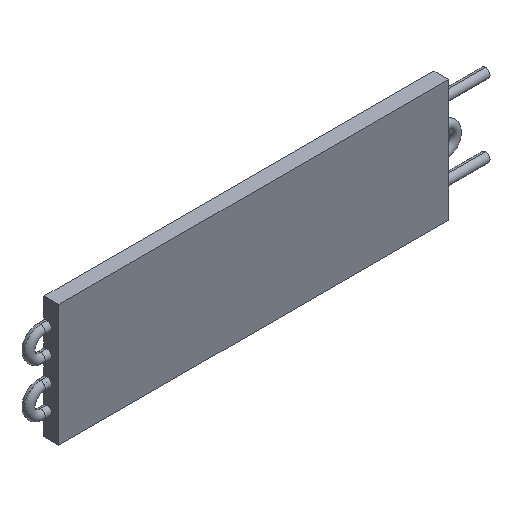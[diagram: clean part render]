
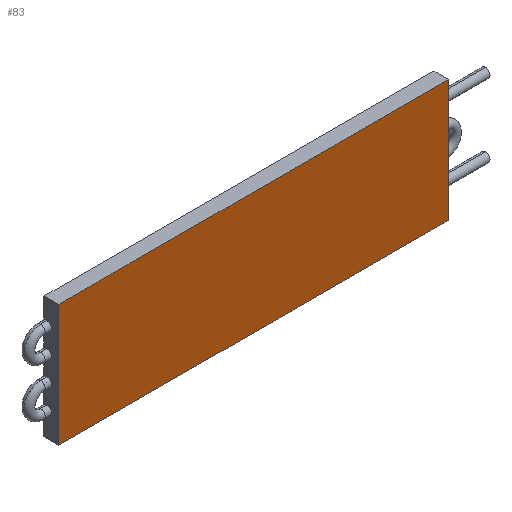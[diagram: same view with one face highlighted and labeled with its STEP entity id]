
A CAD part, isometric view. The second image highlights one B-rep face of the part: STEP entity #83.
In plain terms, the highlighted planar face has unit normal (0, -1, 0).
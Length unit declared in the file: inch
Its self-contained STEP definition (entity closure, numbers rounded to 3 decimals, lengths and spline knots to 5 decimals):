
#49 = VECTOR ( 'NONE', #1791, 39.37008 ) ;
#68 = VERTEX_POINT ( 'NONE', #2404 ) ;
#83 = ADVANCED_FACE ( 'NONE', ( #2078 ), #2161, .F. ) ;
#113 = CARTESIAN_POINT ( 'NONE',  ( 8., 0., -2.5 ) ) ;
#284 = CARTESIAN_POINT ( 'NONE',  ( 8., 0., -2.5 ) ) ;
#301 = CARTESIAN_POINT ( 'NONE',  ( -8., 0., 2.5 ) ) ;
#419 = VECTOR ( 'NONE', #2139, 39.37008 ) ;
#455 = VERTEX_POINT ( 'NONE', #1548 ) ;
#611 = LINE ( 'NONE', #301, #49 ) ;
#930 = CARTESIAN_POINT ( 'NONE',  ( 0., 0., 0. ) ) ;
#1004 = ORIENTED_EDGE ( 'NONE', *, *, #1994, .F. ) ;
#1087 = EDGE_LOOP ( 'NONE', ( #1645, #2243, #1004, #1672 ) ) ;
#1096 = DIRECTION ( 'NONE',  ( 0., 0., 1. ) ) ;
#1133 = DIRECTION ( 'NONE',  ( 0., 1., 0. ) ) ;
#1152 = CARTESIAN_POINT ( 'NONE',  ( -8., 0., 2.5 ) ) ;
#1269 = VERTEX_POINT ( 'NONE', #113 ) ;
#1303 = LINE ( 'NONE', #284, #1787 ) ;
#1509 = CARTESIAN_POINT ( 'NONE',  ( -8., 0., -2.5 ) ) ;
#1532 = CARTESIAN_POINT ( 'NONE',  ( -8., 0., -2.5 ) ) ;
#1548 = CARTESIAN_POINT ( 'NONE',  ( 8., 0., 2.5 ) ) ;
#1573 = LINE ( 'NONE', #1509, #1826 ) ;
#1645 = ORIENTED_EDGE ( 'NONE', *, *, #2714, .F. ) ;
#1672 = ORIENTED_EDGE ( 'NONE', *, *, #2550, .F. ) ;
#1787 = VECTOR ( 'NONE', #1964, 39.37008 ) ;
#1791 = DIRECTION ( 'NONE',  ( 1., 0., 0. ) ) ;
#1826 = VECTOR ( 'NONE', #1096, 39.37008 ) ;
#1857 = EDGE_CURVE ( 'NONE', #2037, #455, #611, .T. ) ;
#1964 = DIRECTION ( 'NONE',  ( 0., 0., -1. ) ) ;
#1994 = EDGE_CURVE ( 'NONE', #68, #2037, #1573, .T. ) ;
#2037 = VERTEX_POINT ( 'NONE', #1152 ) ;
#2078 = FACE_OUTER_BOUND ( 'NONE', #1087, .T. ) ;
#2134 = AXIS2_PLACEMENT_3D ( 'NONE', #930, #1133, #2599 ) ;
#2139 = DIRECTION ( 'NONE',  ( -1., 0., 0. ) ) ;
#2161 = PLANE ( 'NONE',  #2134 ) ;
#2243 = ORIENTED_EDGE ( 'NONE', *, *, #1857, .F. ) ;
#2313 = LINE ( 'NONE', #1532, #419 ) ;
#2404 = CARTESIAN_POINT ( 'NONE',  ( -8., 0., -2.5 ) ) ;
#2550 = EDGE_CURVE ( 'NONE', #1269, #68, #2313, .T. ) ;
#2599 = DIRECTION ( 'NONE',  ( 0., 0., 1. ) ) ;
#2714 = EDGE_CURVE ( 'NONE', #455, #1269, #1303, .T. ) ;
